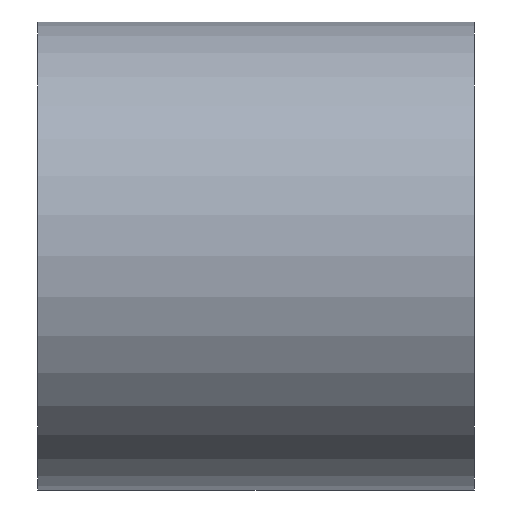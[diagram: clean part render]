
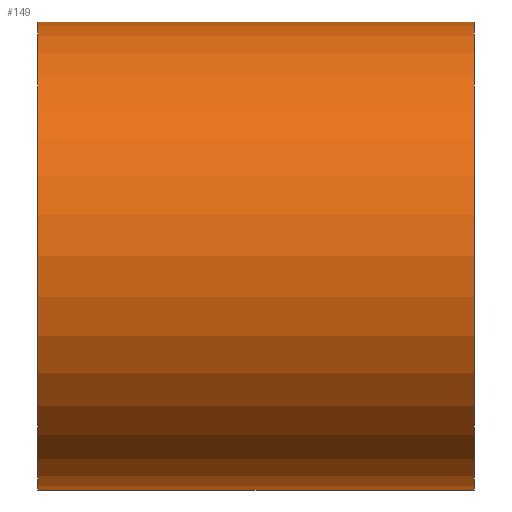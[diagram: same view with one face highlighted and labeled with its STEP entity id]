
A CAD part, front view. The second image highlights one B-rep face of the part: STEP entity #149.
In plain terms, the highlighted cylindrical face has radius 15 mm (diameter 30 mm), a partial arc.
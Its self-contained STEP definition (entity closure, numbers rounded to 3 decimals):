
#33 = CARTESIAN_POINT ( 'NONE',  ( 21.983, 0., 15. ) ) ;
#34 = DIRECTION ( 'NONE',  ( -1., 0., 0. ) ) ;
#53 = CARTESIAN_POINT ( 'NONE',  ( -6.017, 0., -15. ) ) ;
#59 = CARTESIAN_POINT ( 'NONE',  ( -46.222, 0., 0. ) ) ;
#79 = EDGE_CURVE ( 'NONE', #214, #169, #303, .T. ) ;
#85 = CARTESIAN_POINT ( 'NONE',  ( -46.222, 0., 15. ) ) ;
#86 = VECTOR ( 'NONE', #125, 1000. ) ;
#92 = AXIS2_PLACEMENT_3D ( 'NONE', #248, #99, #122 ) ;
#99 = DIRECTION ( 'NONE',  ( -1., 0., 0. ) ) ;
#103 = CARTESIAN_POINT ( 'NONE',  ( -46.222, 0., -15. ) ) ;
#109 = VECTOR ( 'NONE', #178, 1000. ) ;
#116 = DIRECTION ( 'NONE',  ( -1., 0., 0. ) ) ;
#122 = DIRECTION ( 'NONE',  ( 0., 0., 1. ) ) ;
#125 = DIRECTION ( 'NONE',  ( -1., 0., 0. ) ) ;
#136 = ORIENTED_EDGE ( 'NONE', *, *, #79, .F. ) ;
#146 = VERTEX_POINT ( 'NONE', #33 ) ;
#149 = ADVANCED_FACE ( 'NONE', ( #251 ), #277, .T. ) ;
#153 = DIRECTION ( 'NONE',  ( 0., 0., 1. ) ) ;
#158 = ORIENTED_EDGE ( 'NONE', *, *, #174, .T. ) ;
#159 = ORIENTED_EDGE ( 'NONE', *, *, #236, .F. ) ;
#166 = AXIS2_PLACEMENT_3D ( 'NONE', #290, #116, #189 ) ;
#169 = VERTEX_POINT ( 'NONE', #172 ) ;
#172 = CARTESIAN_POINT ( 'NONE',  ( -6.017, 0., 15. ) ) ;
#174 = EDGE_CURVE ( 'NONE', #146, #169, #202, .T. ) ;
#178 = DIRECTION ( 'NONE',  ( -1., 0., 0. ) ) ;
#189 = DIRECTION ( 'NONE',  ( 0., 0., 1. ) ) ;
#194 = EDGE_CURVE ( 'NONE', #216, #146, #266, .T. ) ;
#198 = LINE ( 'NONE', #103, #109 ) ;
#202 = LINE ( 'NONE', #85, #86 ) ;
#205 = EDGE_LOOP ( 'NONE', ( #159, #238, #158, #136 ) ) ;
#214 = VERTEX_POINT ( 'NONE', #53 ) ;
#216 = VERTEX_POINT ( 'NONE', #304 ) ;
#236 = EDGE_CURVE ( 'NONE', #216, #214, #198, .T. ) ;
#238 = ORIENTED_EDGE ( 'NONE', *, *, #194, .T. ) ;
#248 = CARTESIAN_POINT ( 'NONE',  ( 21.983, 0., 0. ) ) ;
#251 = FACE_OUTER_BOUND ( 'NONE', #205, .T. ) ;
#254 = AXIS2_PLACEMENT_3D ( 'NONE', #59, #34, #153 ) ;
#266 = CIRCLE ( 'NONE', #92, 15. ) ;
#277 = CYLINDRICAL_SURFACE ( 'NONE', #254, 15. ) ;
#290 = CARTESIAN_POINT ( 'NONE',  ( -6.017, 0., 0. ) ) ;
#303 = CIRCLE ( 'NONE', #166, 15. ) ;
#304 = CARTESIAN_POINT ( 'NONE',  ( 21.983, 0., -15. ) ) ;
